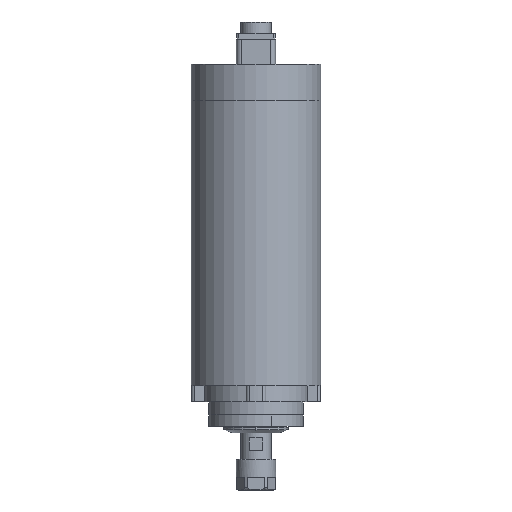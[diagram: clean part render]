
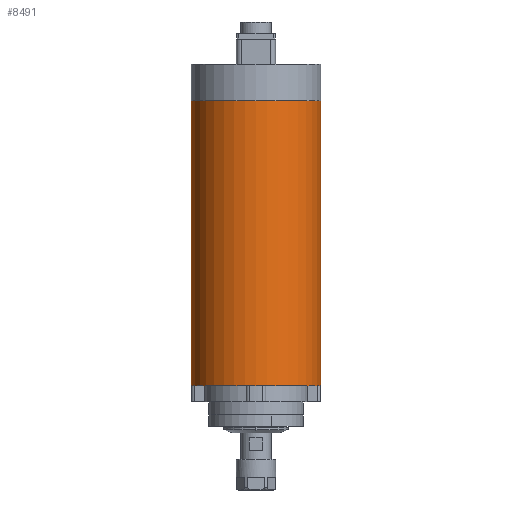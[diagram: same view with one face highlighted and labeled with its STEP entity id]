
A CAD part, front view. The second image highlights one B-rep face of the part: STEP entity #8491.
In plain terms, the highlighted cylindrical face has radius 40 mm (diameter 80 mm), a partial arc.
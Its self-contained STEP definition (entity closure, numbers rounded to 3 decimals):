
#54 = VECTOR ( 'NONE', #1731, 1000. ) ;
#885 = CARTESIAN_POINT ( 'NONE',  ( 0., 0., 0. ) ) ;
#1372 = CARTESIAN_POINT ( 'NONE',  ( 0., 0., 175.5 ) ) ;
#1497 = CARTESIAN_POINT ( 'NONE',  ( 40., 0., 0. ) ) ;
#1513 = VERTEX_POINT ( 'NONE', #8958 ) ;
#1731 = DIRECTION ( 'NONE',  ( 0., 0., -1. ) ) ;
#1934 = VECTOR ( 'NONE', #5054, 1000. ) ;
#2194 = LINE ( 'NONE', #3290, #54 ) ;
#2530 = EDGE_LOOP ( 'NONE', ( #5580, #4058, #8880, #8129 ) ) ;
#2658 = AXIS2_PLACEMENT_3D ( 'NONE', #885, #8862, #6010 ) ;
#3290 = CARTESIAN_POINT ( 'NONE',  ( -40., 0., 175.5 ) ) ;
#3540 = DIRECTION ( 'NONE',  ( -1., 0., 0. ) ) ;
#3863 = CYLINDRICAL_SURFACE ( 'NONE', #7344, 40. ) ;
#4058 = ORIENTED_EDGE ( 'NONE', *, *, #8591, .T. ) ;
#4376 = VERTEX_POINT ( 'NONE', #1497 ) ;
#5036 = DIRECTION ( 'NONE',  ( 0., 0., -1. ) ) ;
#5054 = DIRECTION ( 'NONE',  ( 0., 0., -1. ) ) ;
#5580 = ORIENTED_EDGE ( 'NONE', *, *, #5860, .F. ) ;
#5821 = CARTESIAN_POINT ( 'NONE',  ( 40., 0., 175.5 ) ) ;
#5860 = EDGE_CURVE ( 'NONE', #8739, #4376, #7034, .T. ) ;
#5868 = AXIS2_PLACEMENT_3D ( 'NONE', #7437, #5036, #6664 ) ;
#5986 = EDGE_CURVE ( 'NONE', #1513, #4376, #8299, .T. ) ;
#6010 = DIRECTION ( 'NONE',  ( -1., 0., 0. ) ) ;
#6664 = DIRECTION ( 'NONE',  ( -1., 0., 0. ) ) ;
#6998 = VERTEX_POINT ( 'NONE', #9099 ) ;
#7034 = LINE ( 'NONE', #5821, #1934 ) ;
#7066 = CIRCLE ( 'NONE', #5868, 40. ) ;
#7344 = AXIS2_PLACEMENT_3D ( 'NONE', #1372, #9362, #3540 ) ;
#7437 = CARTESIAN_POINT ( 'NONE',  ( 0., 0., 175.5 ) ) ;
#7808 = CARTESIAN_POINT ( 'NONE',  ( 40., 0., 175.5 ) ) ;
#8129 = ORIENTED_EDGE ( 'NONE', *, *, #5986, .T. ) ;
#8299 = CIRCLE ( 'NONE', #2658, 40. ) ;
#8491 = ADVANCED_FACE ( 'NONE', ( #9123 ), #3863, .T. ) ;
#8591 = EDGE_CURVE ( 'NONE', #8739, #6998, #7066, .T. ) ;
#8677 = EDGE_CURVE ( 'NONE', #6998, #1513, #2194, .T. ) ;
#8739 = VERTEX_POINT ( 'NONE', #7808 ) ;
#8862 = DIRECTION ( 'NONE',  ( 0., 0., 1. ) ) ;
#8880 = ORIENTED_EDGE ( 'NONE', *, *, #8677, .T. ) ;
#8958 = CARTESIAN_POINT ( 'NONE',  ( -40., 0., 0. ) ) ;
#9099 = CARTESIAN_POINT ( 'NONE',  ( -40., 0., 175.5 ) ) ;
#9123 = FACE_OUTER_BOUND ( 'NONE', #2530, .T. ) ;
#9362 = DIRECTION ( 'NONE',  ( 0., 0., -1. ) ) ;
